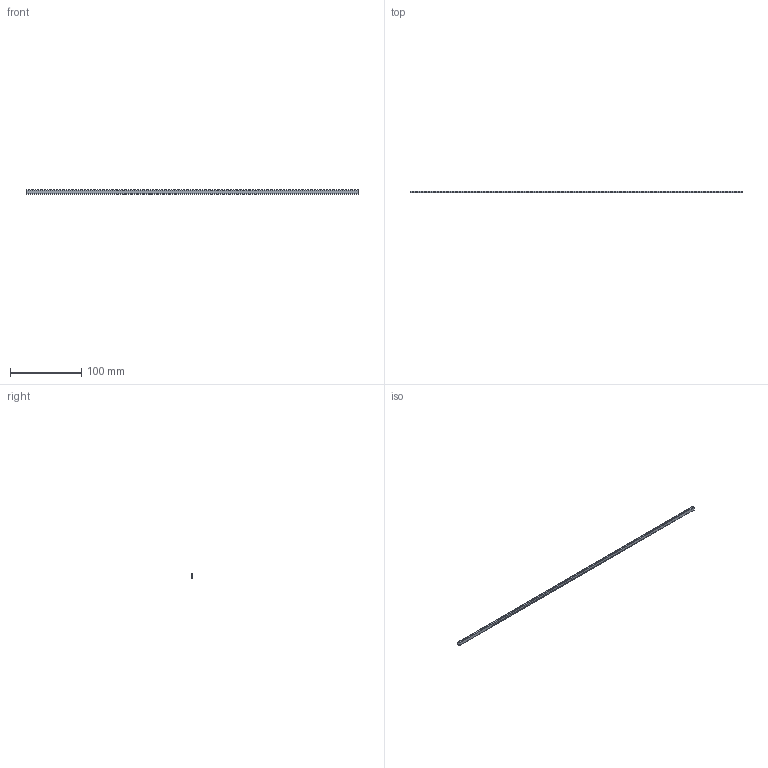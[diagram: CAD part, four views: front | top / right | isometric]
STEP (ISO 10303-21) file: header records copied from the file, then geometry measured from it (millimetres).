
FILE_DESCRIPTION(('CATIA V5R22 STEP214','CAx-IF Rec.Pracs.--- Model Styling and Organization---1.4--- 2014-01-23'),'2;1');
FILE_NAME ('13163843_3_0526700000_0526700000.stp','2021-03-23T13:25:41+00:00',('none'),('Weidmueller'),'CATIA Version 5-6 Release 2016 SP3 HF44','CATIA V5 STEP AP214','none');
FILE_SCHEMA(('AUTOMOTIVE_DESIGN { 1 0 10303 214 1 1 1 1 }'));
Length unit declared in the file: millimetre
Products named in the file (1): 0526700000
Bounding box: 465 x 2.5 x 5.7 mm (x, y, z)
Volume: 3912.2 mm3; surface area: 11743.1 mm2
Topology: 1 solids, 1 shells, 320 faces, 1404 edges, 936 vertices
Faces by surface type: plane 312, cylinder 8
Entity records: 15198 total; most frequent: CARTESIAN_POINT 3575, ORIENTED_EDGE 2808, DIRECTION 1878, EDGE_CURVE 1404, VECTOR 1084, LINE 1084, VERTEX_POINT 936, AXIS2_PLACEMENT_3D 475
